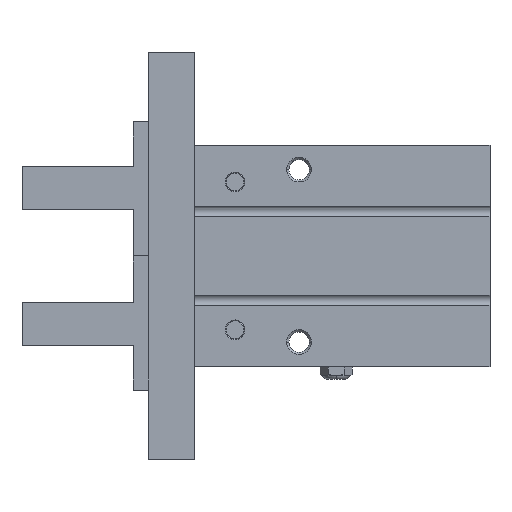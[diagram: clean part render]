
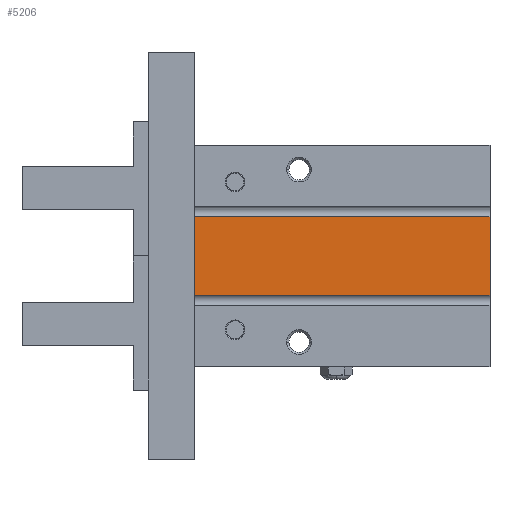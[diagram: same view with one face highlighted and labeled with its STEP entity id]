
A CAD part, top view. The second image highlights one B-rep face of the part: STEP entity #5206.
In plain terms, the highlighted planar face has unit normal (0, 0, 1).
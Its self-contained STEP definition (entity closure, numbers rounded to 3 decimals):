
#520 = VERTEX_POINT ( 'NONE', #2043 ) ;
#740 = VERTEX_POINT ( 'NONE', #2947 ) ;
#1079 = DIRECTION ( 'NONE',  ( 1., 0., 0. ) ) ;
#1108 = FACE_OUTER_BOUND ( 'NONE', #2014, .T. ) ;
#1141 = EDGE_CURVE ( 'NONE', #2157, #520, #2981, .T. ) ;
#1726 = ORIENTED_EDGE ( 'NONE', *, *, #1141, .T. ) ;
#2014 = EDGE_LOOP ( 'NONE', ( #6255, #5915, #1726, #6645 ) ) ;
#2043 = CARTESIAN_POINT ( 'NONE',  ( -96., -12.75, 23.7 ) ) ;
#2157 = VERTEX_POINT ( 'NONE', #5325 ) ;
#2182 = DIRECTION ( 'NONE',  ( 1., 0., 0. ) ) ;
#2210 = VERTEX_POINT ( 'NONE', #6996 ) ;
#2350 = CARTESIAN_POINT ( 'NONE',  ( -96., -12.75, 23.7 ) ) ;
#2534 = EDGE_CURVE ( 'NONE', #2157, #2210, #8242, .T. ) ;
#2710 = EDGE_CURVE ( 'NONE', #2210, #740, #3372, .T. ) ;
#2947 = CARTESIAN_POINT ( 'NONE',  ( 0., -12.75, 23.7 ) ) ;
#2981 = LINE ( 'NONE', #3798, #6230 ) ;
#3006 = DIRECTION ( 'NONE',  ( 1., 0., 0. ) ) ;
#3012 = CARTESIAN_POINT ( 'NONE',  ( 0., 12.75, 23.7 ) ) ;
#3159 = DIRECTION ( 'NONE',  ( 0., -1., 0. ) ) ;
#3281 = VECTOR ( 'NONE', #2182, 1000. ) ;
#3372 = LINE ( 'NONE', #3012, #4890 ) ;
#3798 = CARTESIAN_POINT ( 'NONE',  ( -96., 12.75, 23.7 ) ) ;
#4102 = EDGE_CURVE ( 'NONE', #520, #740, #4570, .T. ) ;
#4286 = CARTESIAN_POINT ( 'NONE',  ( -96., 12.75, 23.7 ) ) ;
#4570 = LINE ( 'NONE', #2350, #6288 ) ;
#4890 = VECTOR ( 'NONE', #5613, 1000. ) ;
#5206 = ADVANCED_FACE ( 'NONE', ( #1108 ), #6240, .T. ) ;
#5241 = AXIS2_PLACEMENT_3D ( 'NONE', #4286, #6891, #3006 ) ;
#5325 = CARTESIAN_POINT ( 'NONE',  ( -96., 12.75, 23.7 ) ) ;
#5613 = DIRECTION ( 'NONE',  ( 0., -1., 0. ) ) ;
#5915 = ORIENTED_EDGE ( 'NONE', *, *, #2534, .F. ) ;
#6054 = CARTESIAN_POINT ( 'NONE',  ( -96., 12.75, 23.7 ) ) ;
#6230 = VECTOR ( 'NONE', #3159, 1000. ) ;
#6240 = PLANE ( 'NONE',  #5241 ) ;
#6255 = ORIENTED_EDGE ( 'NONE', *, *, #2710, .F. ) ;
#6288 = VECTOR ( 'NONE', #1079, 1000. ) ;
#6645 = ORIENTED_EDGE ( 'NONE', *, *, #4102, .T. ) ;
#6891 = DIRECTION ( 'NONE',  ( 0., 0., 1. ) ) ;
#6996 = CARTESIAN_POINT ( 'NONE',  ( 0., 12.75, 23.7 ) ) ;
#8242 = LINE ( 'NONE', #6054, #3281 ) ;
